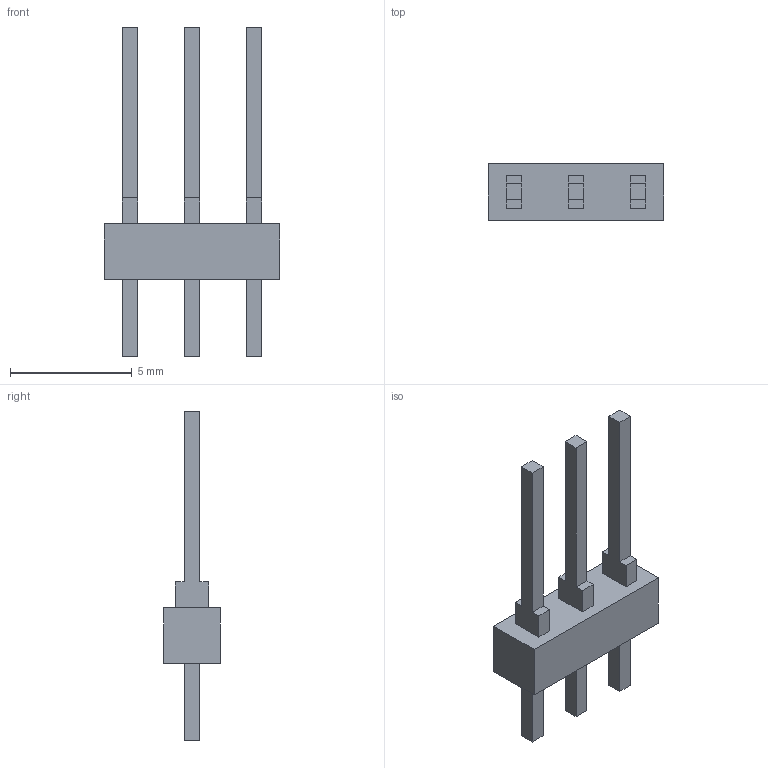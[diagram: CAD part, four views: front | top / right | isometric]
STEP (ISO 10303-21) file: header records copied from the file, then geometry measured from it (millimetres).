
FILE_DESCRIPTION((''),'2;1');
FILE_NAME('C-87220-3','2008-01-30T',('workeradm'),('Tyco Electronics Corporation'),'PRO/ENGINEER BY PARAMETRIC TECHNOLOGY CORPORATION, 2005450','PRO/ENGINEER BY PARAMETRIC TECHNOLOGY CORPORATION, 2005450','');
FILE_SCHEMA(('CONFIG_CONTROL_DESIGN', 'GEOMETRIC_VALIDATION_PROPERTIES_MIM'));
Length unit declared in the file: inch
Products named in the file (1): C-87220-3
Bounding box: 7.21 x 2.34 x 13.54 mm (x, y, z)
Volume: 53.6 mm3; surface area: 167.8 mm2
Topology: 1 solids, 1 shells, 48 faces, 120 edges, 80 vertices
Faces by surface type: plane 48
Entity records: 1539 total; most frequent: CARTESIAN_POINT 249, ORIENTED_EDGE 240, DIRECTION 216, VECTOR 120, LINE 120, EDGE_CURVE 120, VERTEX_POINT 80, COLOUR_RGB 64
